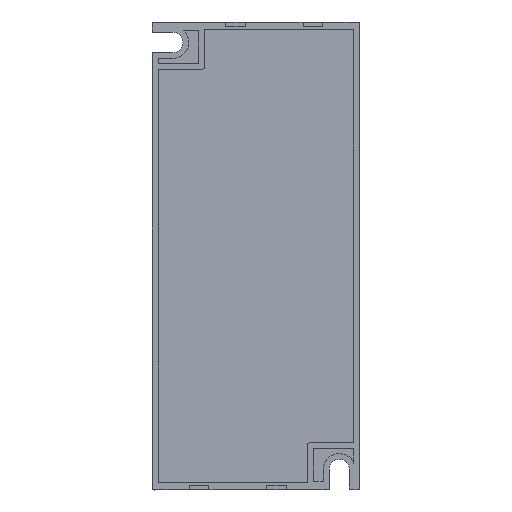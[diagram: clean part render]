
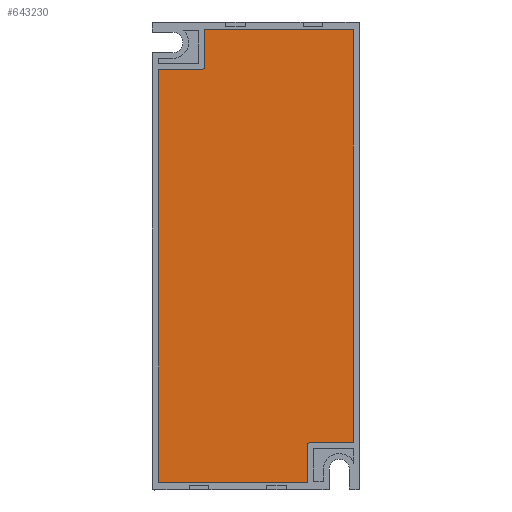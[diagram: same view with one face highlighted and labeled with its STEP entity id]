
A CAD part, front view. The second image highlights one B-rep face of the part: STEP entity #643230.
In plain terms, the highlighted planar face has unit normal (0, -1, 0).
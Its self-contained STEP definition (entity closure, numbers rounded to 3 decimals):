
#642340=CARTESIAN_POINT('',(0.,0.,0.));
#642350=DIRECTION('',(0.,1.,0.));
#642360=DIRECTION('',(0.,0.,-1.));
#642370=AXIS2_PLACEMENT_3D('',#642340,#642350,#642360);
#642380=PLANE('',#642370);
#642390=CARTESIAN_POINT('',(11.2,0.,-39.2));
#642400=DIRECTION('',(0.,-1.,0.));
#642410=DIRECTION('',(0.707,0.,-0.707));
#642420=AXIS2_PLACEMENT_3D('',#642390,#642400,#642410);
#642430=ELLIPSE('',#642420,0.5,0.5);
#642440=CARTESIAN_POINT('',(11.2,0.,-38.7));
#642450=VERTEX_POINT('',#642440);
#642460=CARTESIAN_POINT('',(10.7,0.,-39.2));
#642470=VERTEX_POINT('',#642460);
#642480=EDGE_CURVE('',#642450,#642470,#642430,.T.);
#642490=ORIENTED_EDGE('',*,*,#642480,.F.);
#642500=CARTESIAN_POINT('',(10.7,0.,-46.9));
#642510=DIRECTION('',(0.,0.,1.));
#642520=VECTOR('',#642510,1.);
#642530=LINE('',#642500,#642520);
#642540=CARTESIAN_POINT('',(10.7,0.,-46.9));
#642550=VERTEX_POINT('',#642540);
#642560=EDGE_CURVE('',#642550,#642470,#642530,.T.);
#642570=ORIENTED_EDGE('',*,*,#642560,.T.);
#642580=CARTESIAN_POINT('',(-20.2,0.,-46.9));
#642590=DIRECTION('',(1.,0.,0.));
#642600=VECTOR('',#642590,1.);
#642610=LINE('',#642580,#642600);
#642620=CARTESIAN_POINT('',(-20.2,0.,-46.9));
#642630=VERTEX_POINT('',#642620);
#642640=EDGE_CURVE('',#642630,#642550,#642610,.T.);
#642650=ORIENTED_EDGE('',*,*,#642640,.T.);
#642660=CARTESIAN_POINT('',(-20.2,0.,38.7));
#642670=DIRECTION('',(0.,0.,-1.));
#642680=VECTOR('',#642670,1.);
#642690=LINE('',#642660,#642680);
#642700=CARTESIAN_POINT('',(-20.2,0.,38.7));
#642710=VERTEX_POINT('',#642700);
#642720=EDGE_CURVE('',#642710,#642630,#642690,.T.);
#642730=ORIENTED_EDGE('',*,*,#642720,.T.);
#642740=CARTESIAN_POINT('',(-11.2,0.,38.7));
#642750=DIRECTION('',(-1.,0.,0.));
#642760=VECTOR('',#642750,1.);
#642770=LINE('',#642740,#642760);
#642780=CARTESIAN_POINT('',(-11.2,0.,38.7));
#642790=VERTEX_POINT('',#642780);
#642800=EDGE_CURVE('',#642790,#642710,#642770,.T.);
#642810=ORIENTED_EDGE('',*,*,#642800,.T.);
#642820=CARTESIAN_POINT('',(-11.2,0.,39.2));
#642830=DIRECTION('',(0.,-1.,0.));
#642840=DIRECTION('',(-0.707,0.,0.707));
#642850=AXIS2_PLACEMENT_3D('',#642820,#642830,#642840);
#642860=ELLIPSE('',#642850,0.5,0.5);
#642870=CARTESIAN_POINT('',(-10.7,0.,39.2));
#642880=VERTEX_POINT('',#642870);
#642890=EDGE_CURVE('',#642790,#642880,#642860,.T.);
#642900=ORIENTED_EDGE('',*,*,#642890,.F.);
#642910=CARTESIAN_POINT('',(-10.7,0.,46.9
));
#642920=DIRECTION('',(0.,0.,-1.));
#642930=VECTOR('',#642920,1.);
#642940=LINE('',#642910,#642930);
#642950=CARTESIAN_POINT('',(-10.7,0.,46.9));
#642960=VERTEX_POINT('',#642950);
#642970=EDGE_CURVE('',#642960,#642880,#642940,.T.);
#642980=ORIENTED_EDGE('',*,*,#642970,.T.);
#642990=CARTESIAN_POINT('',(20.2,0.,46.9));
#643000=DIRECTION('',(-1.,0.,0.));
#643010=VECTOR('',#643000,1.);
#643020=LINE('',#642990,#643010);
#643030=CARTESIAN_POINT('',(20.2,0.,46.9));
#643040=VERTEX_POINT('',#643030);
#643050=EDGE_CURVE('',#643040,#642960,#643020,.T.);
#643060=ORIENTED_EDGE('',*,*,#643050,.T.);
#643070=CARTESIAN_POINT('',(20.2,0.,-38.7));
#643080=DIRECTION('',(0.,0.,1.));
#643090=VECTOR('',#643080,1.);
#643100=LINE('',#643070,#643090);
#643110=CARTESIAN_POINT('',(20.2,0.,-38.7));
#643120=VERTEX_POINT('',#643110);
#643130=EDGE_CURVE('',#643120,#643040,#643100,.T.);
#643140=ORIENTED_EDGE('',*,*,#643130,.T.);
#643150=CARTESIAN_POINT('',(11.2,0.,-38.7));
#643160=DIRECTION('',(1.,0.,0.));
#643170=VECTOR('',#643160,1.);
#643180=LINE('',#643150,#643170);
#643190=EDGE_CURVE('',#642450,#643120,#643180,.T.);
#643200=ORIENTED_EDGE('',*,*,#643190,.T.);
#643210=EDGE_LOOP('',(#643200,#643140,#643060,#642980,#642900,#642810,
#642730,#642650,#642570,#642490));
#643220=FACE_OUTER_BOUND('',#643210,.T.);
#643230=ADVANCED_FACE('',(#643220),#642380,.F.);
